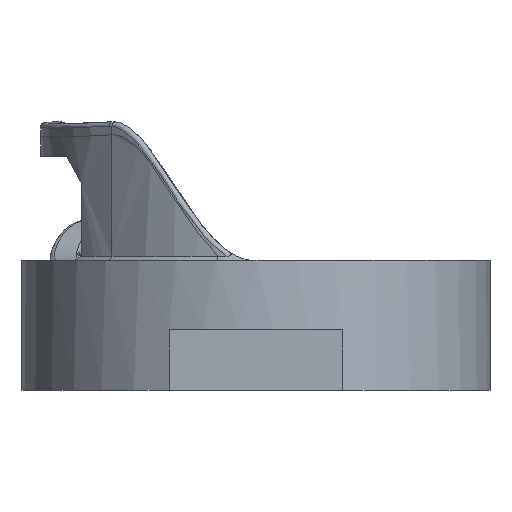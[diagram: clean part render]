
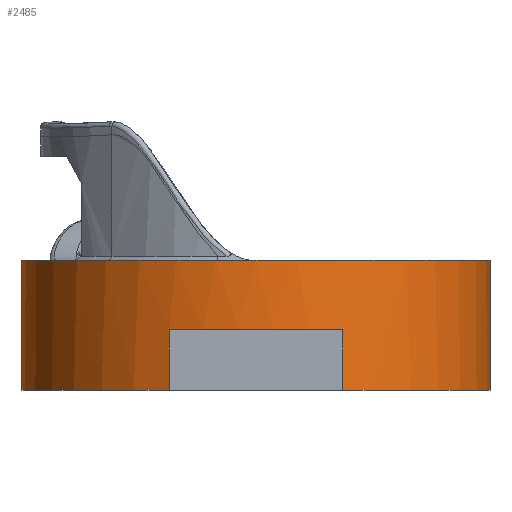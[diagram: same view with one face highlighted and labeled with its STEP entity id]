
A CAD part, front view. The second image highlights one B-rep face of the part: STEP entity #2485.
In plain terms, the highlighted cylindrical face has radius 13.5 mm (diameter 27 mm), a partial arc.
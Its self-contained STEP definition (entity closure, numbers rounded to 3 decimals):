
#9 = CARTESIAN_POINT ( 'NONE',  ( 5., -12.54, -7.5 ) ) ;
#76 = VECTOR ( 'NONE', #744, 1000. ) ;
#80 = AXIS2_PLACEMENT_3D ( 'NONE', #2130, #2168, #3661 ) ;
#175 = CARTESIAN_POINT ( 'NONE',  ( 0., 0., -7.5 ) ) ;
#260 = CARTESIAN_POINT ( 'NONE',  ( 0., 0., 0. ) ) ;
#262 = EDGE_CURVE ( 'NONE', #3812, #639, #549, .T. ) ;
#266 = LINE ( 'NONE', #2438, #935 ) ;
#336 = CIRCLE ( 'NONE', #3685, 13.5 ) ;
#406 = CARTESIAN_POINT ( 'NONE',  ( -13.5, 0., -7.5 ) ) ;
#411 = VERTEX_POINT ( 'NONE', #2524 ) ;
#549 = CIRCLE ( 'NONE', #1382, 13.5 ) ;
#574 = CARTESIAN_POINT ( 'NONE',  ( 0., 0., -7.5 ) ) ;
#608 = EDGE_CURVE ( 'NONE', #3812, #2558, #3285, .T. ) ;
#609 = ORIENTED_EDGE ( 'NONE', *, *, #1242, .T. ) ;
#639 = VERTEX_POINT ( 'NONE', #1426 ) ;
#693 = LINE ( 'NONE', #406, #2468 ) ;
#744 = DIRECTION ( 'NONE',  ( 0., 0., 1. ) ) ;
#772 = DIRECTION ( 'NONE',  ( 0., 0., -1. ) ) ;
#853 = CARTESIAN_POINT ( 'NONE',  ( 0., 0., -4. ) ) ;
#935 = VECTOR ( 'NONE', #3980, 1000. ) ;
#962 = DIRECTION ( 'NONE',  ( 1., 0., 0. ) ) ;
#968 = CARTESIAN_POINT ( 'NONE',  ( 5., -12.54, -4. ) ) ;
#992 = ORIENTED_EDGE ( 'NONE', *, *, #1035, .F. ) ;
#1006 = AXIS2_PLACEMENT_3D ( 'NONE', #260, #3362, #962 ) ;
#1028 = ORIENTED_EDGE ( 'NONE', *, *, #2448, .T. ) ;
#1035 = EDGE_CURVE ( 'NONE', #1632, #411, #2256, .T. ) ;
#1073 = AXIS2_PLACEMENT_3D ( 'NONE', #175, #1420, #1895 ) ;
#1074 = ORIENTED_EDGE ( 'NONE', *, *, #608, .F. ) ;
#1242 = EDGE_CURVE ( 'NONE', #1498, #411, #1960, .T. ) ;
#1339 = CARTESIAN_POINT ( 'NONE',  ( -13.5, 0., -7.5 ) ) ;
#1382 = AXIS2_PLACEMENT_3D ( 'NONE', #574, #1846, #2463 ) ;
#1417 = EDGE_CURVE ( 'NONE', #2948, #2897, #3511, .T. ) ;
#1420 = DIRECTION ( 'NONE',  ( 0., 0., 1. ) ) ;
#1426 = CARTESIAN_POINT ( 'NONE',  ( 13.5, 0., -7.5 ) ) ;
#1491 = ORIENTED_EDGE ( 'NONE', *, *, #3310, .F. ) ;
#1498 = VERTEX_POINT ( 'NONE', #1339 ) ;
#1518 = CARTESIAN_POINT ( 'NONE',  ( -5., -12.54, -4. ) ) ;
#1581 = CYLINDRICAL_SURFACE ( 'NONE', #80, 13.5 ) ;
#1632 = VERTEX_POINT ( 'NONE', #1518 ) ;
#1790 = ORIENTED_EDGE ( 'NONE', *, *, #262, .T. ) ;
#1830 = FACE_OUTER_BOUND ( 'NONE', #2091, .T. ) ;
#1846 = DIRECTION ( 'NONE',  ( 0., 0., 1. ) ) ;
#1895 = DIRECTION ( 'NONE',  ( 1., 0., 0. ) ) ;
#1960 = CIRCLE ( 'NONE', #1073, 13.5 ) ;
#2091 = EDGE_LOOP ( 'NONE', ( #2375, #609, #992, #1491, #1074, #1790, #1028, #3428 ) ) ;
#2130 = CARTESIAN_POINT ( 'NONE',  ( 0., 0., -7.5 ) ) ;
#2168 = DIRECTION ( 'NONE',  ( 0., 0., 1. ) ) ;
#2208 = CARTESIAN_POINT ( 'NONE',  ( 5., -12.54, -7.5 ) ) ;
#2256 = LINE ( 'NONE', #3168, #3187 ) ;
#2375 = ORIENTED_EDGE ( 'NONE', *, *, #3712, .F. ) ;
#2438 = CARTESIAN_POINT ( 'NONE',  ( 13.5, 0., -7.5 ) ) ;
#2448 = EDGE_CURVE ( 'NONE', #639, #2897, #266, .T. ) ;
#2463 = DIRECTION ( 'NONE',  ( 1., 0., 0. ) ) ;
#2468 = VECTOR ( 'NONE', #3180, 1000. ) ;
#2485 = ADVANCED_FACE ( 'NONE', ( #1830 ), #1581, .T. ) ;
#2524 = CARTESIAN_POINT ( 'NONE',  ( -5., -12.54, -7.5 ) ) ;
#2558 = VERTEX_POINT ( 'NONE', #968 ) ;
#2721 = CARTESIAN_POINT ( 'NONE',  ( 13.5, 0., 0. ) ) ;
#2880 = CARTESIAN_POINT ( 'NONE',  ( -13.5, 0., 0. ) ) ;
#2897 = VERTEX_POINT ( 'NONE', #2721 ) ;
#2948 = VERTEX_POINT ( 'NONE', #2880 ) ;
#3168 = CARTESIAN_POINT ( 'NONE',  ( -5., -12.54, -7.5 ) ) ;
#3180 = DIRECTION ( 'NONE',  ( 0., 0., 1. ) ) ;
#3187 = VECTOR ( 'NONE', #772, 1000. ) ;
#3268 = DIRECTION ( 'NONE',  ( 0., 0., -1. ) ) ;
#3285 = LINE ( 'NONE', #2208, #76 ) ;
#3289 = DIRECTION ( 'NONE',  ( 1., 0., 0. ) ) ;
#3310 = EDGE_CURVE ( 'NONE', #2558, #1632, #336, .T. ) ;
#3362 = DIRECTION ( 'NONE',  ( 0., 0., 1. ) ) ;
#3428 = ORIENTED_EDGE ( 'NONE', *, *, #1417, .F. ) ;
#3511 = CIRCLE ( 'NONE', #1006, 13.5 ) ;
#3661 = DIRECTION ( 'NONE',  ( 1., 0., 0. ) ) ;
#3685 = AXIS2_PLACEMENT_3D ( 'NONE', #853, #3268, #3289 ) ;
#3712 = EDGE_CURVE ( 'NONE', #1498, #2948, #693, .T. ) ;
#3812 = VERTEX_POINT ( 'NONE', #9 ) ;
#3980 = DIRECTION ( 'NONE',  ( 0., 0., 1. ) ) ;
